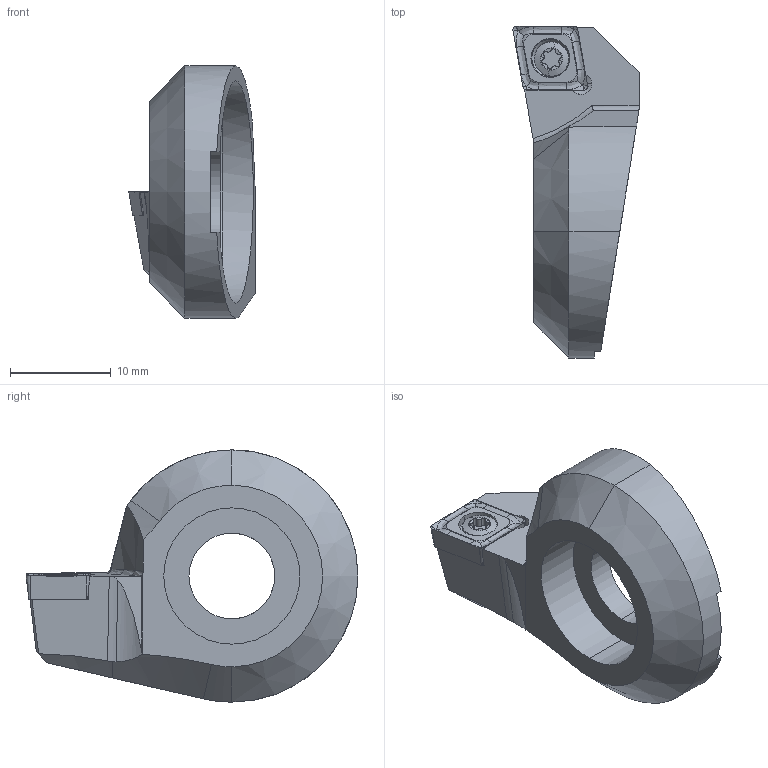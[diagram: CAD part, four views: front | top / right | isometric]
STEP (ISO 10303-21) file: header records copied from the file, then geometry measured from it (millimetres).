
FILE_DESCRIPTION (( 'STEP AP203' ), '1' );
FILE_NAME ('F42_WCA.001.009.STEP', '2024-08-30T10:19:49', ( '' ), ( '' ), 'SwSTEP 2.0', 'SolidWorks 2022', '' );
FILE_SCHEMA (( 'CONFIG_CONTROL_DESIGN' ));
Length unit declared in the file: millimetre
Products named in the file (4): F42-WCA.001.009_C_fertigbearbeitet; CCMT060204; F42_WCA.001.009; WCA-ER2.001.006_A
Assembly tree (3 placements, depth 2):
  F42_WCA.001.009
    F42-WCA.001.009_C_fertigbearbeitet
    CCMT060204
    WCA-ER2.001.006_A
Bounding box: 12.5 x 32.9 x 25 mm (x, y, z)
Volume: 3141.4 mm3; surface area: 2312.2 mm2
Topology: 3 solids, 3 shells, 135 faces, 344 edges, 212 vertices
Faces by surface type: cylinder 42, plane 39, cone 28, torus 12, bspline 12, sphere 2
Entity records: 4748 total; most frequent: CARTESIAN_POINT 1255, ORIENTED_EDGE 680, DIRECTION 618, EDGE_CURVE 340, AXIS2_PLACEMENT_3D 239, VERTEX_POINT 212, EDGE_LOOP 142, VECTOR 140
